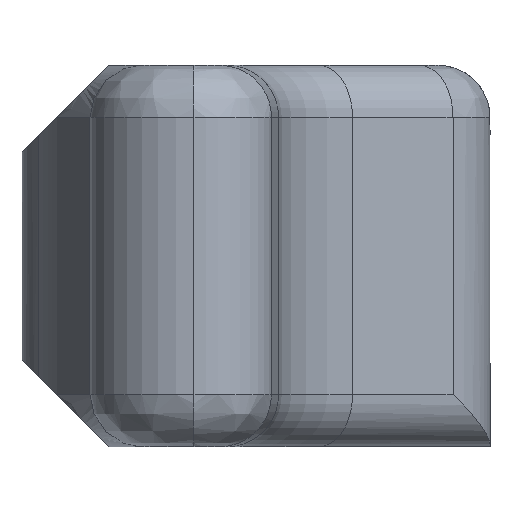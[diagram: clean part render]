
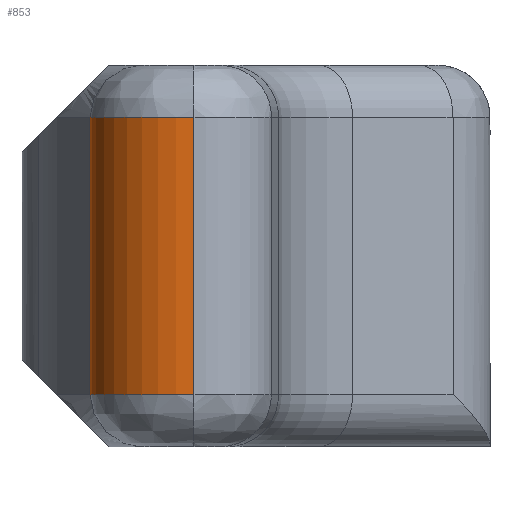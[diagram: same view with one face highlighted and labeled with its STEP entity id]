
A CAD part, left-side view. The second image highlights one B-rep face of the part: STEP entity #853.
In plain terms, the highlighted cylindrical face has radius 3 mm (diameter 6 mm), a partial arc.
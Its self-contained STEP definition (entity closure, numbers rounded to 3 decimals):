
#86=FACE_OUTER_BOUND('',#139,.T.);
#139=EDGE_LOOP('',(#719,#720,#721,#722));
#189=CIRCLE('',#937,3.);
#192=CIRCLE('',#946,3.);
#248=LINE('',#1462,#313);
#253=LINE('',#1537,#318);
#313=VECTOR('',#1132,10.);
#318=VECTOR('',#1169,10.);
#404=VERTEX_POINT('',#1453);
#405=VERTEX_POINT('',#1460);
#409=VERTEX_POINT('',#1493);
#413=VERTEX_POINT('',#1536);
#507=EDGE_CURVE('',#405,#404,#248,.T.);
#516=EDGE_CURVE('',#409,#405,#189,.T.);
#523=EDGE_CURVE('',#409,#413,#253,.T.);
#524=EDGE_CURVE('',#404,#413,#192,.T.);
#719=ORIENTED_EDGE('',*,*,#516,.F.);
#720=ORIENTED_EDGE('',*,*,#523,.T.);
#721=ORIENTED_EDGE('',*,*,#524,.F.);
#722=ORIENTED_EDGE('',*,*,#507,.F.);
#813=CYLINDRICAL_SURFACE('',#945,3.);
#853=ADVANCED_FACE('',(#86),#813,.T.);
#937=AXIS2_PLACEMENT_3D('',#1512,#1149,#1150);
#945=AXIS2_PLACEMENT_3D('',#1535,#1167,#1168);
#946=AXIS2_PLACEMENT_3D('',#1538,#1170,#1171);
#1132=DIRECTION('',(0.,0.,1.));
#1149=DIRECTION('center_axis',(0.,0.,-1.));
#1150=DIRECTION('ref_axis',(-0.574,0.819,0.));
#1167=DIRECTION('center_axis',(0.,0.,1.));
#1168=DIRECTION('ref_axis',(-1.,0.,0.));
#1169=DIRECTION('',(0.,0.,1.));
#1170=DIRECTION('center_axis',(0.,0.,1.));
#1171=DIRECTION('ref_axis',(-0.574,0.819,0.));
#1453=CARTESIAN_POINT('',(-37.979,10.86,-10.11));
#1460=CARTESIAN_POINT('',(-37.979,10.86,-18.11));
#1462=CARTESIAN_POINT('',(-37.979,10.86,-19.61));
#1493=CARTESIAN_POINT('',(-42.,8.039,-18.11));
#1512=CARTESIAN_POINT('Origin',(-39.,8.039,-18.11));
#1535=CARTESIAN_POINT('Origin',(-39.,8.039,-19.61));
#1536=CARTESIAN_POINT('',(-42.,8.039,-10.11));
#1537=CARTESIAN_POINT('',(-42.,8.039,-19.61));
#1538=CARTESIAN_POINT('Origin',(-39.,8.039,-10.11));
